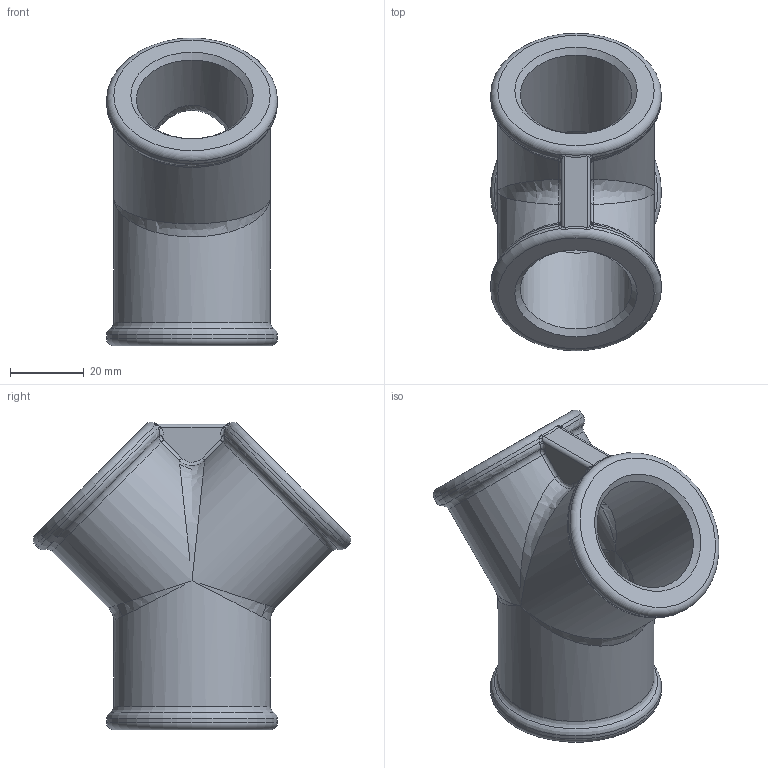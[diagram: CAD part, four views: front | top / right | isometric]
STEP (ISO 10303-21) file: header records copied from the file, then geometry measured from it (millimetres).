
FILE_DESCRIPTION(/* description */ ('DREIWEGESTÜCK'),/* implementation_level */ '2;1');
FILE_NAME(/* name */ 'dws_10.stp',/* time_stamp */ '2022-09-17T07:20:37+02:00',/* author */ ('meier'),/* organization */ (''),/* preprocessor_version */ 'ST-DEVELOPER v18.1',/* originating_system */ 'Autodesk Inventor 2022',/* authorisation */ '9762,28 mm^3');
FILE_SCHEMA (('AUTOMOTIVE_DESIGN { 1 0 10303 214 3 1 1 }'));
Length unit declared in the file: millimetre
Products named in the file (1): LUE_00030856
Bounding box: 46.5 x 86.36 x 83.67 mm (x, y, z)
Volume: 72222.3 mm3; surface area: 24981.8 mm2
Topology: 1 solids, 1 shells, 64 faces, 156 edges, 81 vertices
Faces by surface type: bspline 31, cylinder 15, torus 9, plane 6, cone 3
Full cylindrical faces by diameter (mm): 30.291 x3, 42.5 x1, 46.5 x1
Entity records: 2666 total; most frequent: CARTESIAN_POINT 1259, ORIENTED_EDGE 288, DIRECTION 240, EDGE_CURVE 144, AXIS2_PLACEMENT_3D 110, VERTEX_POINT 81, EDGE_LOOP 67, STYLED_ITEM 65
